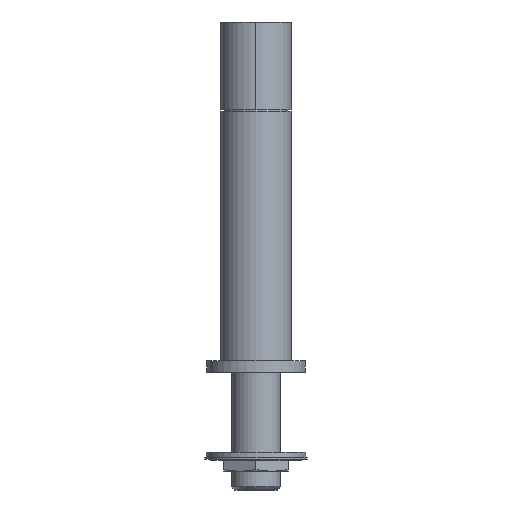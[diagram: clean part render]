
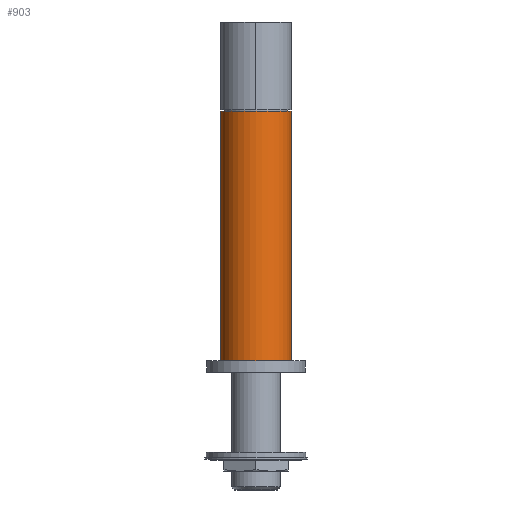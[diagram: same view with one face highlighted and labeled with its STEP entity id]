
A CAD part, left-side view. The second image highlights one B-rep face of the part: STEP entity #903.
In plain terms, the highlighted cylindrical face has radius 15 mm (diameter 30 mm), a full revolution.
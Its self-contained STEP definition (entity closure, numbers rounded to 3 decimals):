
#891 = EDGE_CURVE( '', #2117, #2143, #2144, .T. );
#903 = ADVANCED_FACE( '', ( #2161, #2162, #2163 ), #2164, .T. );
#1042 = EDGE_CURVE( '', #2118, #2117, #2385, .T. );
#1166 = EDGE_CURVE( '', #2118, #2576, #2577, .T. );
#1246 = EDGE_CURVE( '', #2143, #2576, #2695, .T. );
#1318 = EDGE_CURVE( '', #2794, #2794, #2795, .T. );
#1544 = EDGE_CURVE( '', #3112, #3112, #3113, .T. );
#2117 = VERTEX_POINT( '', #4029 );
#2118 = VERTEX_POINT( '', #4030 );
#2143 = VERTEX_POINT( '', #4258 );
#2144 = LINE( '', #4259, #4260 );
#2161 = FACE_OUTER_BOUND( '', #4281, .T. );
#2162 = FACE_OUTER_BOUND( '', #4282, .T. );
#2163 = FACE_BOUND( '', #4283, .T. );
#2164 = CYLINDRICAL_SURFACE( '', #4284, 15. );
#2385 = B_SPLINE_CURVE_WITH_KNOTS( '', 3, ( #4739, #4740, #4741, #4742, #4743, #4744, #4745, #4746, #4747, #4748, #4749, #4750, #4751, #4752, #4753, #4754, #4755, #4756, #4757, #4758, #4759, #4760, #4761, #4762, #4763, #4764, #4765, #4766, #4767, #4768 ), .UNSPECIFIED., .F., .F., ( 4, 2, 2, 2, 2, 2, 2, 2, 2, 2, 2, 2, 2, 2, 4 ), ( 0., 0.002, 0.003, 0.004, 0.005, 0.006, 0.007, 0.008, 0.009, 0.01, 0.011, 0.012, 0.014, 0.015, 0.017 ), .UNSPECIFIED. );
#2576 = VERTEX_POINT( '', #5087 );
#2577 = LINE( '', #5088, #5089 );
#2695 = B_SPLINE_CURVE_WITH_KNOTS( '', 3, ( #5291, #5292, #5293, #5294, #5295, #5296, #5297, #5298, #5299, #5300, #5301, #5302, #5303, #5304, #5305, #5306, #5307, #5308, #5309, #5310, #5311, #5312, #5313, #5314, #5315, #5316, #5317, #5318, #5319, #5320 ), .UNSPECIFIED., .F., .F., ( 4, 2, 2, 2, 2, 2, 2, 2, 2, 2, 2, 2, 2, 2, 4 ), ( 0., 0.002, 0.003, 0.004, 0.005, 0.006, 0.007, 0.008, 0.009, 0.01, 0.011, 0.012, 0.014, 0.015, 0.017 ), .UNSPECIFIED. );
#2794 = VERTEX_POINT( '', #5478 );
#2795 = CIRCLE( '', #5479, 15. );
#3112 = VERTEX_POINT( '', #6086 );
#3113 = CIRCLE( '', #6087, 15. );
#4029 = CARTESIAN_POINT( '', ( 13.519, -6.5, 95.643 ) );
#4030 = CARTESIAN_POINT( '', ( 13.519, 6.5, 95.643 ) );
#4258 = CARTESIAN_POINT( '', ( 13.519, -6.5, 101.357 ) );
#4259 = CARTESIAN_POINT( '', ( 13.519, -6.5, 95.643 ) );
#4260 = VECTOR( '', #6807, 1000. );
#4281 = EDGE_LOOP( '', ( #6833 ) );
#4282 = EDGE_LOOP( '', ( #6834 ) );
#4283 = EDGE_LOOP( '', ( #6835, #6836, #6837, #6838 ) );
#4284 = AXIS2_PLACEMENT_3D( '', #6839, #6840, #6841 );
#4739 = CARTESIAN_POINT( '', ( 13.519, 6.5, 95.643 ) );
#4740 = CARTESIAN_POINT( '', ( 13.652, 6.222, 95.011 ) );
#4741 = CARTESIAN_POINT( '', ( 13.814, 5.863, 94.439 ) );
#4742 = CARTESIAN_POINT( '', ( 14.069, 5.209, 93.663 ) );
#4743 = CARTESIAN_POINT( '', ( 14.155, 4.969, 93.418 ) );
#4744 = CARTESIAN_POINT( '', ( 14.323, 4.464, 92.969 ) );
#4745 = CARTESIAN_POINT( '', ( 14.404, 4.197, 92.763 ) );
#4746 = CARTESIAN_POINT( '', ( 14.557, 3.632, 92.39 ) );
#4747 = CARTESIAN_POINT( '', ( 14.629, 3.331, 92.221 ) );
#4748 = CARTESIAN_POINT( '', ( 14.757, 2.708, 91.928 ) );
#4749 = CARTESIAN_POINT( '', ( 14.812, 2.388, 91.805 ) );
#4750 = CARTESIAN_POINT( '', ( 14.903, 1.732, 91.606 ) );
#4751 = CARTESIAN_POINT( '', ( 14.939, 1.395, 91.53 ) );
#4752 = CARTESIAN_POINT( '', ( 14.988, 0.703, 91.426 ) );
#4753 = CARTESIAN_POINT( '', ( 15., 0.352, 91.4 ) );
#4754 = CARTESIAN_POINT( '', ( 15., -0.342, 91.4 ) );
#4755 = CARTESIAN_POINT( '', ( 14.988, -0.688, 91.425 ) );
#4756 = CARTESIAN_POINT( '', ( 14.941, -1.377, 91.526 ) );
#4757 = CARTESIAN_POINT( '', ( 14.905, -1.721, 91.603 ) );
#4758 = CARTESIAN_POINT( '', ( 14.813, -2.382, 91.803 ) );
#4759 = CARTESIAN_POINT( '', ( 14.758, -2.703, 91.926 ) );
#4760 = CARTESIAN_POINT( '', ( 14.63, -3.325, 92.217 ) );
#4761 = CARTESIAN_POINT( '', ( 14.558, -3.627, 92.387 ) );
#4762 = CARTESIAN_POINT( '', ( 14.405, -4.195, 92.761 ) );
#4763 = CARTESIAN_POINT( '', ( 14.323, -4.463, 92.967 ) );
#4764 = CARTESIAN_POINT( '', ( 14.156, -4.968, 93.417 ) );
#4765 = CARTESIAN_POINT( '', ( 14.069, -5.208, 93.662 ) );
#4766 = CARTESIAN_POINT( '', ( 13.815, -5.863, 94.439 ) );
#4767 = CARTESIAN_POINT( '', ( 13.652, -6.222, 95.01 ) );
#4768 = CARTESIAN_POINT( '', ( 13.519, -6.5, 95.643 ) );
#5087 = CARTESIAN_POINT( '', ( 13.519, 6.5, 101.357 ) );
#5088 = CARTESIAN_POINT( '', ( 13.519, 6.5, 95.643 ) );
#5089 = VECTOR( '', #7266, 1000. );
#5291 = CARTESIAN_POINT( '', ( 13.519, -6.5, 101.357 ) );
#5292 = CARTESIAN_POINT( '', ( 13.652, -6.222, 101.989 ) );
#5293 = CARTESIAN_POINT( '', ( 13.814, -5.863, 102.561 ) );
#5294 = CARTESIAN_POINT( '', ( 14.069, -5.209, 103.337 ) );
#5295 = CARTESIAN_POINT( '', ( 14.155, -4.969, 103.582 ) );
#5296 = CARTESIAN_POINT( '', ( 14.323, -4.464, 104.031 ) );
#5297 = CARTESIAN_POINT( '', ( 14.404, -4.197, 104.237 ) );
#5298 = CARTESIAN_POINT( '', ( 14.557, -3.632, 104.61 ) );
#5299 = CARTESIAN_POINT( '', ( 14.629, -3.331, 104.779 ) );
#5300 = CARTESIAN_POINT( '', ( 14.757, -2.708, 105.072 ) );
#5301 = CARTESIAN_POINT( '', ( 14.812, -2.388, 105.195 ) );
#5302 = CARTESIAN_POINT( '', ( 14.903, -1.732, 105.394 ) );
#5303 = CARTESIAN_POINT( '', ( 14.939, -1.395, 105.47 ) );
#5304 = CARTESIAN_POINT( '', ( 14.988, -0.703, 105.574 ) );
#5305 = CARTESIAN_POINT( '', ( 15., -0.352, 105.6 ) );
#5306 = CARTESIAN_POINT( '', ( 15., 0.342, 105.6 ) );
#5307 = CARTESIAN_POINT( '', ( 14.988, 0.688, 105.575 ) );
#5308 = CARTESIAN_POINT( '', ( 14.941, 1.377, 105.474 ) );
#5309 = CARTESIAN_POINT( '', ( 14.905, 1.721, 105.397 ) );
#5310 = CARTESIAN_POINT( '', ( 14.813, 2.382, 105.197 ) );
#5311 = CARTESIAN_POINT( '', ( 14.758, 2.703, 105.074 ) );
#5312 = CARTESIAN_POINT( '', ( 14.63, 3.325, 104.783 ) );
#5313 = CARTESIAN_POINT( '', ( 14.558, 3.627, 104.613 ) );
#5314 = CARTESIAN_POINT( '', ( 14.405, 4.195, 104.239 ) );
#5315 = CARTESIAN_POINT( '', ( 14.323, 4.463, 104.033 ) );
#5316 = CARTESIAN_POINT( '', ( 14.156, 4.968, 103.583 ) );
#5317 = CARTESIAN_POINT( '', ( 14.069, 5.208, 103.338 ) );
#5318 = CARTESIAN_POINT( '', ( 13.815, 5.863, 102.561 ) );
#5319 = CARTESIAN_POINT( '', ( 13.652, 6.222, 101.99 ) );
#5320 = CARTESIAN_POINT( '', ( 13.519, 6.5, 101.357 ) );
#5478 = CARTESIAN_POINT( '', ( 0., 15., 7.557 ) );
#5479 = AXIS2_PLACEMENT_3D( '', #7503, #7504, #7505 );
#6086 = CARTESIAN_POINT( '', ( 0., -15., 112.5 ) );
#6087 = AXIS2_PLACEMENT_3D( '', #7864, #7865, #7866 );
#6807 = DIRECTION( '', ( 0., 0., 1. ) );
#6833 = ORIENTED_EDGE( '', *, *, #1318, .F. );
#6834 = ORIENTED_EDGE( '', *, *, #1544, .F. );
#6835 = ORIENTED_EDGE( '', *, *, #1042, .T. );
#6836 = ORIENTED_EDGE( '', *, *, #891, .T. );
#6837 = ORIENTED_EDGE( '', *, *, #1246, .T. );
#6838 = ORIENTED_EDGE( '', *, *, #1166, .F. );
#6839 = CARTESIAN_POINT( '', ( 0., 0., 113. ) );
#6840 = DIRECTION( '', ( 0., 0., 1. ) );
#6841 = DIRECTION( '', ( -1., 0., 0. ) );
#7266 = DIRECTION( '', ( 0., 0., 1. ) );
#7503 = CARTESIAN_POINT( '', ( 0., 0., 7.557 ) );
#7504 = DIRECTION( '', ( 0., 0., -1. ) );
#7505 = DIRECTION( '', ( 0., 1., 0. ) );
#7864 = CARTESIAN_POINT( '', ( 0., 0., 112.5 ) );
#7865 = DIRECTION( '', ( 0., 0., 1. ) );
#7866 = DIRECTION( '', ( 0., -1., 0. ) );
